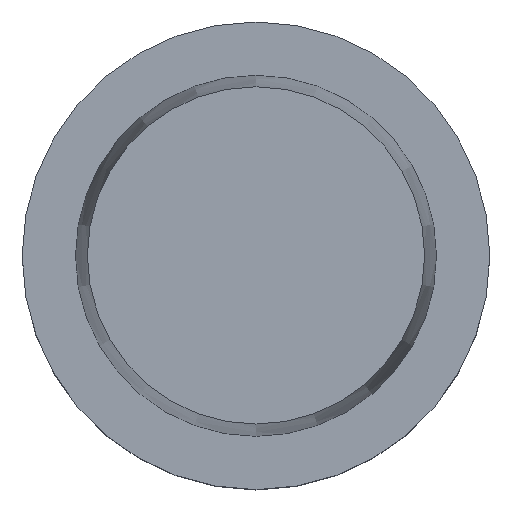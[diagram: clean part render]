
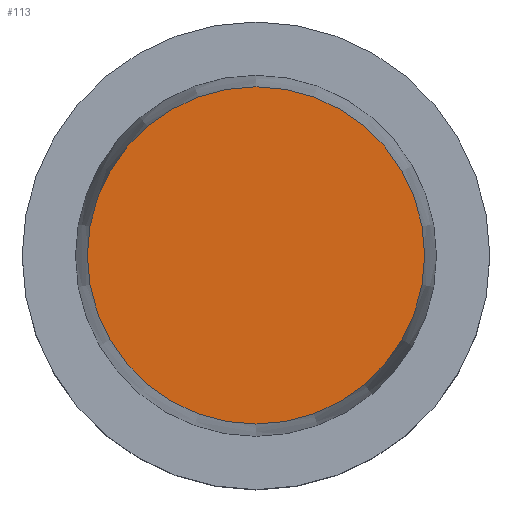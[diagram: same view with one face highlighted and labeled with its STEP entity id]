
A CAD part, top view. The second image highlights one B-rep face of the part: STEP entity #113.
In plain terms, the highlighted planar face has unit normal (0, 0, 1).
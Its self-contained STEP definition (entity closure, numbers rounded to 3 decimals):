
#105=EDGE_CURVE('Unnamed[1]',#256,#256,#257,.T.);
#113=ADVANCED_FACE('Unnamed[1]',(#268),#269,.T.);
#256=VERTEX_POINT('',#456);
#257=CIRCLE('',#457,22.715);
#268=FACE_OUTER_BOUND('',#471,.T.);
#269=PLANE('',#472);
#456=CARTESIAN_POINT('',(0.,22.715,32.0));
#457=AXIS2_PLACEMENT_3D('',#676,#677,#678);
#471=EDGE_LOOP('',(#689));
#472=AXIS2_PLACEMENT_3D('',#690,#691,#692);
#676=CARTESIAN_POINT('',(0.,0.,32.0));
#677=DIRECTION('',(0.,0.,1.0));
#678=DIRECTION('',(0.,1.0,0.));
#689=ORIENTED_EDGE('',*,*,#105,.T.);
#690=CARTESIAN_POINT('',(0.,11.358,32.0));
#691=DIRECTION('',(0.,0.,1.0));
#692=DIRECTION('',(0.,1.0,0.));
